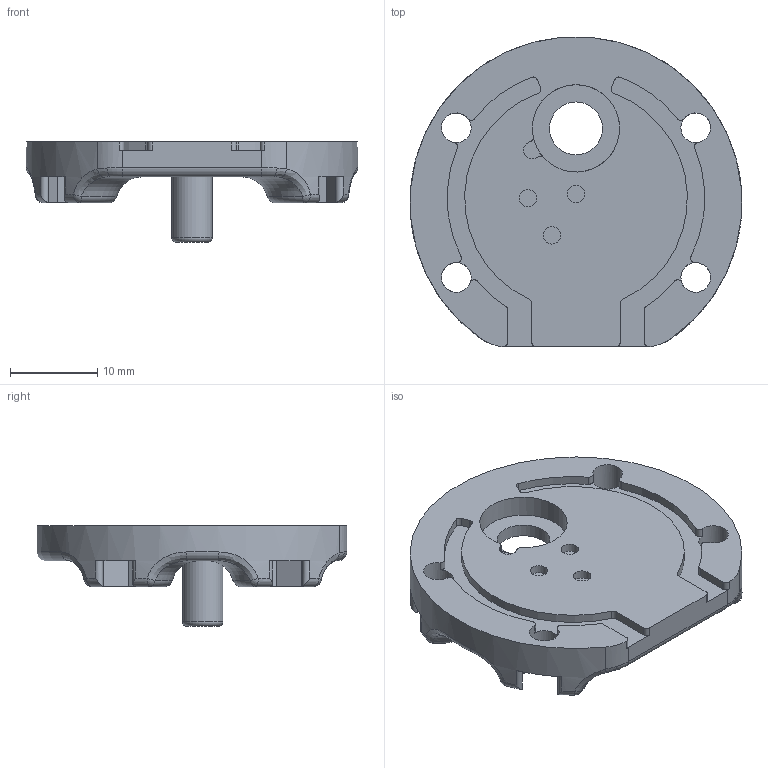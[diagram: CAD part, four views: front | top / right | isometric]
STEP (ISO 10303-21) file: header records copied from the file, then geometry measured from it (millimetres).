
FILE_DESCRIPTION(/* description */ ('STEP AP242','CAx-IF Rec.Pracs.---Representation and Presentation of Product Manufacturing Information (PMI)---4.0---2014-10-13','CAx-IF Rec.Pracs.---3D Tessellated Geometry---0.4---2014-09-14','2;1'),/* implementation_level */ '2;1');
FILE_NAME(/* name */ 'S_28BYJ-48_Stepper - Gear Plate',/* time_stamp */ '2025-02-16T18:00:24Z',/* author */ (''),/* organization */ (''),/* preprocessor_version */ 'ST-DEVELOPER v20',/* originating_system */ 'ONSHAPE BY PTC INC, 1.193',/* authorisation */ ' ');
FILE_SCHEMA (('AP242_MANAGED_MODEL_BASED_3D_ENGINEERING_MIM_LF { 1 0 10303 442 1 1 4 }'));
Length unit declared in the file: metre
Products named in the file (1): Gear Plate
Bounding box: 37.98 x 35.44 x 11.5 mm (x, y, z)
Volume: 4556.5 mm3; surface area: 3416.3 mm2
Topology: 1 solids, 1 shells, 138 faces, 376 edges, 233 vertices
Faces by surface type: cylinder 53, plane 45, torus 22, bspline 10, sphere 8
Full cylindrical faces by diameter (mm): 2 x3, 3.4 x4, 4.63 x1, 6.05 x1, 10 x1
Entity records: 4439 total; most frequent: CARTESIAN_POINT 993, DIRECTION 753, ORIENTED_EDGE 704, EDGE_CURVE 352, AXIS2_PLACEMENT_3D 308, VERTEX_POINT 228, CIRCLE 179, EDGE_LOOP 160
